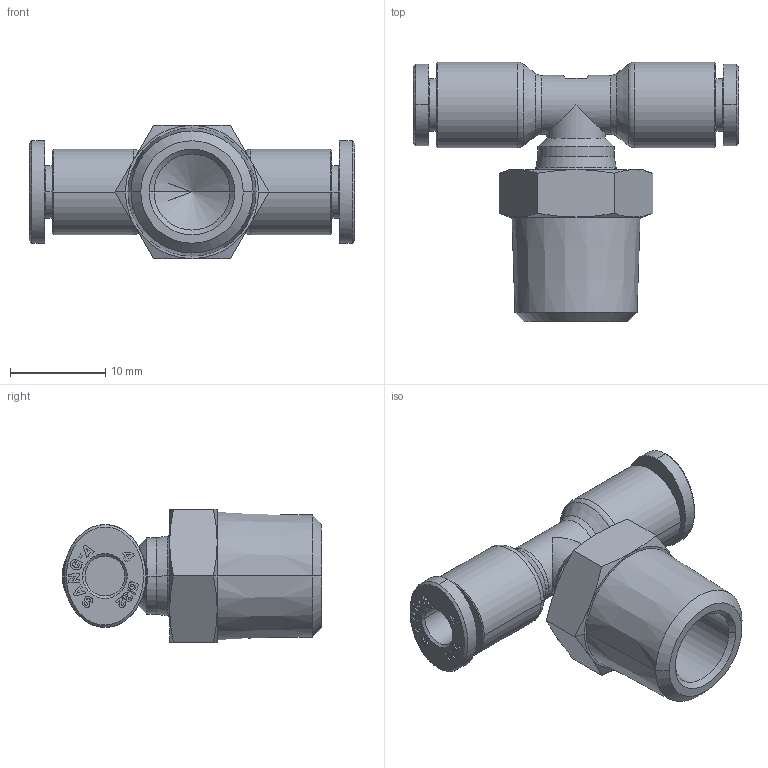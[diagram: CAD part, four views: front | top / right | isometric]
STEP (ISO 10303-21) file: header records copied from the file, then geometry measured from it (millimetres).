
FILE_DESCRIPTION((''),'2;1');
FILE_NAME('GPT 0402(3D).stp','2012-12-26T18:51:59',(''),(''),'Mechanical Desktop.R8.0.24.0','Mechanical Desktop.R8.0.24.0',', , ');
FILE_SCHEMA(('CONFIG_CONTROL_DESIGN'));
Length unit declared in the file: millimetre
Products named in the file (2): GPT 0402(3D); ºÎÇ°1
Assembly tree (1 placements, depth 2):
  GPT 0402(3D)
    ºÎÇ°1
Bounding box: 34.2 x 27.3 x 14 mm (x, y, z)
Volume: 3357.9 mm3; surface area: 2862.7 mm2
Topology: 1 solids, 1 shells, 820 faces, 2290 edges, 1507 vertices
Faces by surface type: plane 672, bspline 64, cone 44, cylinder 36, torus 4
Entity records: 27401 total; most frequent: CARTESIAN_POINT 6337, ORIENTED_EDGE 4576, DIRECTION 4016, EDGE_CURVE 2288, VECTOR 2008, LINE 2008, VERTEX_POINT 1507, AXIS2_PLACEMENT_3D 1004
